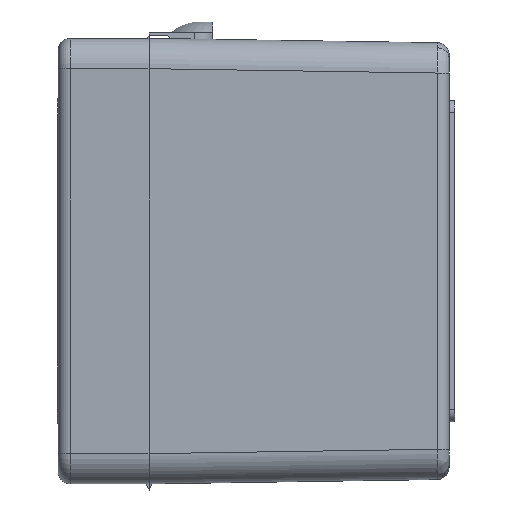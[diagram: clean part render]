
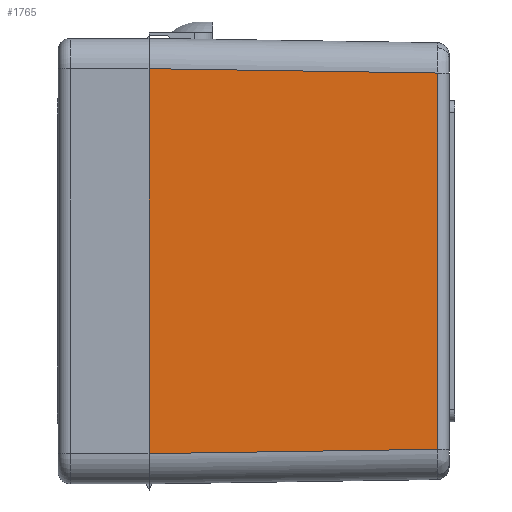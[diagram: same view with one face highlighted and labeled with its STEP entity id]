
A CAD part, left-side view. The second image highlights one B-rep face of the part: STEP entity #1765.
In plain terms, the highlighted planar face has unit normal (-1, -0.01, 0).
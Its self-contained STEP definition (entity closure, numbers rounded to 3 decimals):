
#214 = AXIS2_PLACEMENT_3D ( 'NONE', #5505, #361, #5691 ) ;
#361 = DIRECTION ( 'NONE',  ( 1., 0.01, 0. ) ) ;
#1215 = LINE ( 'NONE', #9486, #6045 ) ;
#1403 = CARTESIAN_POINT ( 'NONE',  ( -51.27, 1.98, 31.03 ) ) ;
#1632 = CARTESIAN_POINT ( 'NONE',  ( -51.75, 49.5, -36.75 ) ) ;
#1707 = EDGE_CURVE ( 'NONE', #3954, #9269, #5353, .T. ) ;
#1728 = DIRECTION ( 'NONE',  ( 0.01, -1., 0.015 ) ) ;
#1765 = ADVANCED_FACE ( 'NONE', ( #6230 ), #2515, .F. ) ;
#1996 = DIRECTION ( 'NONE',  ( 0., 0., 1. ) ) ;
#2202 = CARTESIAN_POINT ( 'NONE',  ( -51.27, 1.98, -31.03 ) ) ;
#2388 = VECTOR ( 'NONE', #7351, 1000. ) ;
#2460 = ORIENTED_EDGE ( 'NONE', *, *, #3108, .T. ) ;
#2515 = PLANE ( 'NONE',  #214 ) ;
#2597 = EDGE_LOOP ( 'NONE', ( #6320, #5463, #2460, #4922 ) ) ;
#2823 = CARTESIAN_POINT ( 'NONE',  ( -51.24, -0.987, 30.985 ) ) ;
#2887 = CARTESIAN_POINT ( 'NONE',  ( -51.75, 49.5, 31.75 ) ) ;
#3108 = EDGE_CURVE ( 'NONE', #5809, #9563, #4371, .T. ) ;
#3753 = CARTESIAN_POINT ( 'NONE',  ( -51.75, 49.5, -31.75 ) ) ;
#3778 = EDGE_CURVE ( 'NONE', #9269, #5809, #1215, .T. ) ;
#3954 = VERTEX_POINT ( 'NONE', #3753 ) ;
#4043 = VECTOR ( 'NONE', #1728, 1000. ) ;
#4371 = LINE ( 'NONE', #2823, #2388 ) ;
#4922 = ORIENTED_EDGE ( 'NONE', *, *, #6421, .F. ) ;
#5161 = LINE ( 'NONE', #1632, #8950 ) ;
#5353 = LINE ( 'NONE', #8428, #4043 ) ;
#5463 = ORIENTED_EDGE ( 'NONE', *, *, #3778, .T. ) ;
#5505 = CARTESIAN_POINT ( 'NONE',  ( -51.245, -0.518, 0. ) ) ;
#5691 = DIRECTION ( 'NONE',  ( -0.01, 1., 0. ) ) ;
#5809 = VERTEX_POINT ( 'NONE', #1403 ) ;
#6045 = VECTOR ( 'NONE', #1996, 1000. ) ;
#6086 = DIRECTION ( 'NONE',  ( 0., 0., 1. ) ) ;
#6230 = FACE_OUTER_BOUND ( 'NONE', #2597, .T. ) ;
#6320 = ORIENTED_EDGE ( 'NONE', *, *, #1707, .T. ) ;
#6421 = EDGE_CURVE ( 'NONE', #3954, #9563, #5161, .T. ) ;
#7351 = DIRECTION ( 'NONE',  ( -0.01, 1., 0.015 ) ) ;
#8428 = CARTESIAN_POINT ( 'NONE',  ( -51.24, -0.987, -30.985 ) ) ;
#8950 = VECTOR ( 'NONE', #6086, 1000. ) ;
#9269 = VERTEX_POINT ( 'NONE', #2202 ) ;
#9486 = CARTESIAN_POINT ( 'NONE',  ( -51.27, 1.98, 31. ) ) ;
#9563 = VERTEX_POINT ( 'NONE', #2887 ) ;
